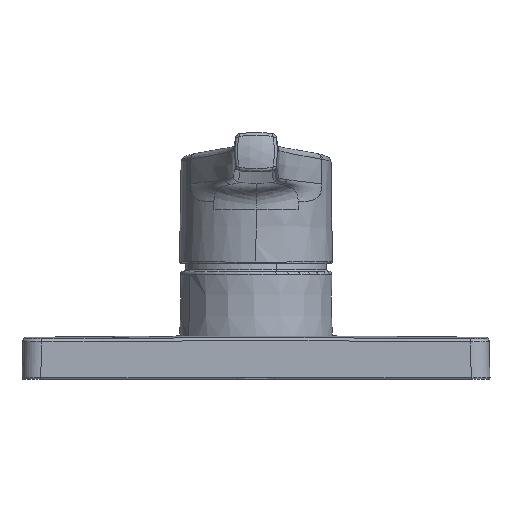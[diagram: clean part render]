
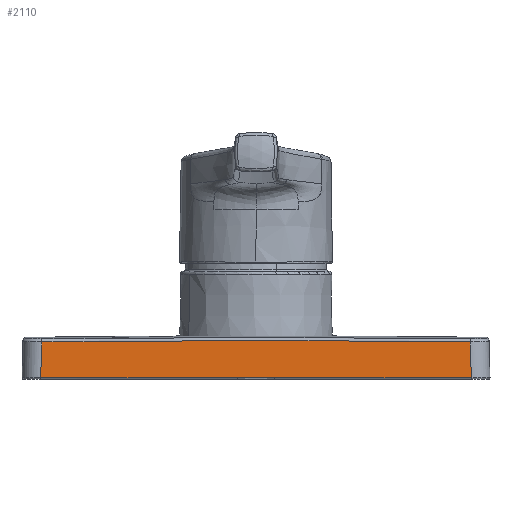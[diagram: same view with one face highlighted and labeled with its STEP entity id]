
A CAD part, front view. The second image highlights one B-rep face of the part: STEP entity #2110.
In plain terms, the highlighted planar face has unit normal (0, -1, 0.026).
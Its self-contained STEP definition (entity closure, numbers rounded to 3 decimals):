
#35 = EDGE_CURVE ( 'NONE', #7534, #10305, #6323, .T. ) ;
#120 = ORIENTED_EDGE ( 'NONE', *, *, #342, .F. ) ;
#235 = ORIENTED_EDGE ( 'NONE', *, *, #11113, .F. ) ;
#342 = EDGE_CURVE ( 'NONE', #11021, #1142, #11442, .T. ) ;
#384 = VECTOR ( 'NONE', #9879, 1000. ) ;
#1130 = CARTESIAN_POINT ( 'NONE',  ( 729.444, 943.733, 1578.012 ) ) ;
#1142 = VERTEX_POINT ( 'NONE', #6147 ) ;
#1238 = EDGE_CURVE ( 'NONE', #3083, #1443, #12138, .T. ) ;
#1403 = LINE ( 'NONE', #10001, #384 ) ;
#1443 = VERTEX_POINT ( 'NONE', #1130 ) ;
#1488 = ORIENTED_EDGE ( 'NONE', *, *, #7296, .F. ) ;
#2110 = ADVANCED_FACE ( 'NONE', ( #12165 ), #4420, .T. ) ;
#2271 = CARTESIAN_POINT ( 'NONE',  ( 748.319, 943.738, 1578.187 ) ) ;
#2831 = AXIS2_PLACEMENT_3D ( 'NONE', #6693, #5946, #2989 ) ;
#2989 = DIRECTION ( 'NONE',  ( -0.011, 0.026, 1. ) ) ;
#3006 = CIRCLE ( 'NONE', #2831, 6393.772 ) ;
#3083 = VERTEX_POINT ( 'NONE', #5073 ) ;
#3127 = CARTESIAN_POINT ( 'NONE',  ( 792.158, 943.432, 1566.517 ) ) ;
#3649 = CARTESIAN_POINT ( 'NONE',  ( 804.104, 943.432, 1566.517 ) ) ;
#3799 = VECTOR ( 'NONE', #11844, 1000. ) ;
#4117 = ORIENTED_EDGE ( 'NONE', *, *, #1238, .F. ) ;
#4344 = CARTESIAN_POINT ( 'NONE',  ( 798.131, 943.419, 1566.004 ) ) ;
#4420 = PLANE ( 'NONE',  #10782 ) ;
#4456 = DIRECTION ( 'NONE',  ( -1., 0., 0. ) ) ;
#4481 = DIRECTION ( 'NONE',  ( 0., -1., 0.026 ) ) ;
#4857 = CARTESIAN_POINT ( 'NONE',  ( 804.104, 943.432, 1566.517 ) ) ;
#5002 = ORIENTED_EDGE ( 'NONE', *, *, #35, .F. ) ;
#5073 = CARTESIAN_POINT ( 'NONE',  ( 729.143, 943.432, 1566.517 ) ) ;
#5295 = ORIENTED_EDGE ( 'NONE', *, *, #11799, .F. ) ;
#5625 = B_SPLINE_CURVE_WITH_KNOTS ( 'NONE', 3,
 ( #4857, #9349, #10571, #9477 ),
 .UNSPECIFIED., .F., .F.,
 ( 4, 4 ),
 ( 0., 1. ),
 .UNSPECIFIED. ) ;
#5847 = DIRECTION ( 'NONE',  ( 0.026, 0.026, 0.999 ) ) ;
#5910 = CARTESIAN_POINT ( 'NONE',  ( 729.293, 943.582, 1572.265 ) ) ;
#5946 = DIRECTION ( 'NONE',  ( 0., 1., -0.026 ) ) ;
#6147 = CARTESIAN_POINT ( 'NONE',  ( 866.819, 943.733, 1578.012 ) ) ;
#6296 = AXIS2_PLACEMENT_3D ( 'NONE', #10524, #10334, #10293 ) ;
#6323 = LINE ( 'NONE', #7514, #12000 ) ;
#6693 = CARTESIAN_POINT ( 'NONE',  ( 798.131, 776.373, -4813.2 ) ) ;
#6933 = VERTEX_POINT ( 'NONE', #3127 ) ;
#7296 = EDGE_CURVE ( 'NONE', #1142, #7534, #1403, .T. ) ;
#7505 = VECTOR ( 'NONE', #5847, 1000. ) ;
#7514 = CARTESIAN_POINT ( 'NONE',  ( 798.131, 943.432, 1566.517 ) ) ;
#7534 = VERTEX_POINT ( 'NONE', #11250 ) ;
#7957 = ORIENTED_EDGE ( 'NONE', *, *, #10920, .F. ) ;
#8240 = LINE ( 'NONE', #11659, #3799 ) ;
#9349 = CARTESIAN_POINT ( 'NONE',  ( 800.122, 943.432, 1566.517 ) ) ;
#9477 = CARTESIAN_POINT ( 'NONE',  ( 792.158, 943.432, 1566.517 ) ) ;
#9514 = EDGE_LOOP ( 'NONE', ( #5295, #5002, #1488, #120, #235, #4117, #7957 ) ) ;
#9879 = DIRECTION ( 'NONE',  ( 0.026, -0.026, -0.999 ) ) ;
#10001 = CARTESIAN_POINT ( 'NONE',  ( 866.969, 943.582, 1572.265 ) ) ;
#10293 = DIRECTION ( 'NONE',  ( -0.008, 0.026, 1. ) ) ;
#10305 = VERTEX_POINT ( 'NONE', #3649 ) ;
#10334 = DIRECTION ( 'NONE',  ( 0., 1., -0.026 ) ) ;
#10524 = CARTESIAN_POINT ( 'NONE',  ( 798.131, 776.372, -4813.244 ) ) ;
#10571 = CARTESIAN_POINT ( 'NONE',  ( 796.14, 943.432, 1566.517 ) ) ;
#10782 = AXIS2_PLACEMENT_3D ( 'NONE', #4344, #4481, #4456 ) ;
#10920 = EDGE_CURVE ( 'NONE', #6933, #3083, #8240, .T. ) ;
#11021 = VERTEX_POINT ( 'NONE', #2271 ) ;
#11113 = EDGE_CURVE ( 'NONE', #1443, #11021, #3006, .T. ) ;
#11250 = CARTESIAN_POINT ( 'NONE',  ( 867.12, 943.432, 1566.517 ) ) ;
#11305 = DIRECTION ( 'NONE',  ( -1., 0., 0. ) ) ;
#11442 = CIRCLE ( 'NONE', #6296, 6393.816 ) ;
#11659 = CARTESIAN_POINT ( 'NONE',  ( 798.131, 943.432, 1566.517 ) ) ;
#11799 = EDGE_CURVE ( 'NONE', #10305, #6933, #5625, .T. ) ;
#11844 = DIRECTION ( 'NONE',  ( -1., 0., 0. ) ) ;
#12000 = VECTOR ( 'NONE', #11305, 1000. ) ;
#12138 = LINE ( 'NONE', #5910, #7505 ) ;
#12165 = FACE_OUTER_BOUND ( 'NONE', #9514, .T. ) ;
